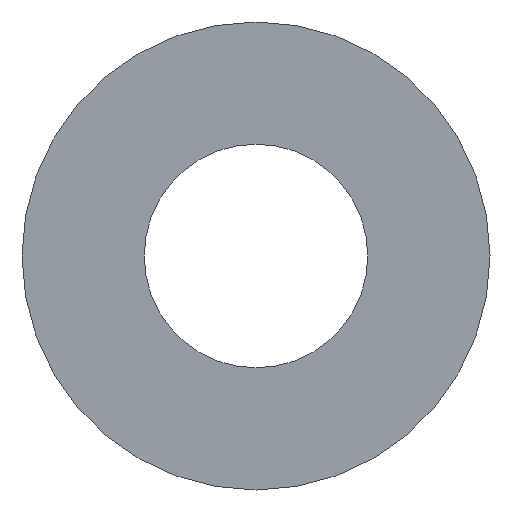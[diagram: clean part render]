
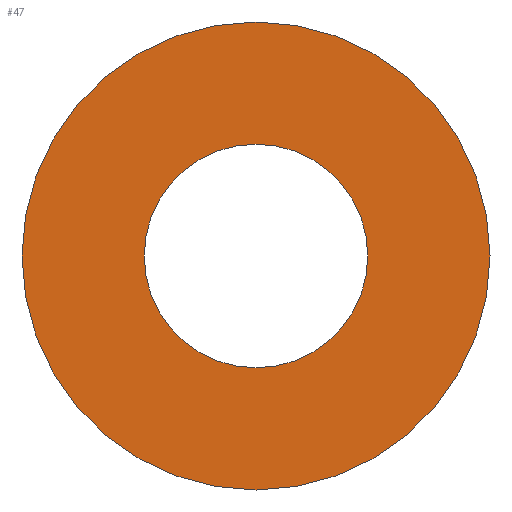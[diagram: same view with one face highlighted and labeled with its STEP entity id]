
A CAD part, front view. The second image highlights one B-rep face of the part: STEP entity #47.
In plain terms, the highlighted planar face has unit normal (0, -1, 0).
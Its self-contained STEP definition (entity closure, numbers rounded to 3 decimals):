
#26 = ORIENTED_EDGE ( 'NONE', *, *, #127, .T. ) ;
#27 = EDGE_LOOP ( 'NONE', ( #26, #31 ) ) ;
#31 = ORIENTED_EDGE ( 'NONE', *, *, #32, .T. ) ;
#32 = EDGE_CURVE ( 'Edge1', #137, #128, #116, .T. ) ;
#33 = ORIENTED_EDGE ( 'NONE', *, *, #39, .F. ) ;
#39 = EDGE_CURVE ( 'NONE', #62, #57, #105, .T. ) ;
#41 = EDGE_LOOP ( 'NONE', ( #33, #45 ) ) ;
#45 = ORIENTED_EDGE ( 'NONE', *, *, #59, .F. ) ;
#47 = ADVANCED_FACE ( 'Face1', ( #100, #95 ), #94, .F. ) ;
#49 = DIRECTION ( 'NONE',  ( 0., 0., 1. ) ) ;
#50 = DIRECTION ( 'NONE',  ( 0., 1., 0. ) ) ;
#51 = CARTESIAN_POINT ( 'NONE',  ( 0., -0.4, 0. ) ) ;
#52 = AXIS2_PLACEMENT_3D ( 'NONE', #51, #50, #49 ) ;
#53 = CIRCLE ( 'NONE', #52, 2.15 ) ;
#57 = VERTEX_POINT ( 'NONE', #87 ) ;
#59 = EDGE_CURVE ( 'NONE', #57, #62, #81, .T. ) ;
#62 = VERTEX_POINT ( 'NONE', #73 ) ;
#63 = CARTESIAN_POINT ( 'NONE',  ( 0., -0.4, 0. ) ) ;
#73 = CARTESIAN_POINT ( 'NONE',  ( 0., -0.4, -4.5 ) ) ;
#77 = DIRECTION ( 'NONE',  ( 0., 0., 1. ) ) ;
#78 = DIRECTION ( 'NONE',  ( 0., 1., 0. ) ) ;
#79 = CARTESIAN_POINT ( 'NONE',  ( 0., -0.4, 0. ) ) ;
#80 = AXIS2_PLACEMENT_3D ( 'NONE', #79, #78, #77 ) ;
#81 = CIRCLE ( 'NONE', #80, 4.5 ) ;
#87 = CARTESIAN_POINT ( 'NONE',  ( 0., -0.4, 4.5 ) ) ;
#89 = DIRECTION ( 'NONE',  ( 0., 0., 1. ) ) ;
#90 = DIRECTION ( 'NONE',  ( 0., 1., 0. ) ) ;
#92 = CARTESIAN_POINT ( 'NONE',  ( 0., -0.4, 0. ) ) ;
#93 = AXIS2_PLACEMENT_3D ( 'NONE', #92, #90, #89 ) ;
#94 = PLANE ( 'NONE',  #93 ) ;
#95 = FACE_BOUND ( 'NONE', #27, .T. ) ;
#100 = FACE_OUTER_BOUND ( 'NONE', #41, .T. ) ;
#101 = DIRECTION ( 'NONE',  ( 0., 0., 1. ) ) ;
#102 = DIRECTION ( 'NONE',  ( 0., 1., 0. ) ) ;
#103 = CARTESIAN_POINT ( 'NONE',  ( 0., -0.4, 0. ) ) ;
#104 = AXIS2_PLACEMENT_3D ( 'NONE', #103, #102, #101 ) ;
#105 = CIRCLE ( 'NONE', #104, 4.5 ) ;
#113 = DIRECTION ( 'NONE',  ( 0., 0., 1. ) ) ;
#114 = DIRECTION ( 'NONE',  ( 0., 1., 0. ) ) ;
#115 = AXIS2_PLACEMENT_3D ( 'NONE', #63, #114, #113 ) ;
#116 = CIRCLE ( 'NONE', #115, 2.15 ) ;
#127 = EDGE_CURVE ( 'Edge1', #128, #137, #53, .T. ) ;
#128 = VERTEX_POINT ( 'NONE', #162 ) ;
#137 = VERTEX_POINT ( 'NONE', #149 ) ;
#149 = CARTESIAN_POINT ( 'NONE',  ( 0., -0.4, 2.15 ) ) ;
#162 = CARTESIAN_POINT ( 'NONE',  ( 0., -0.4, -2.15 ) ) ;
